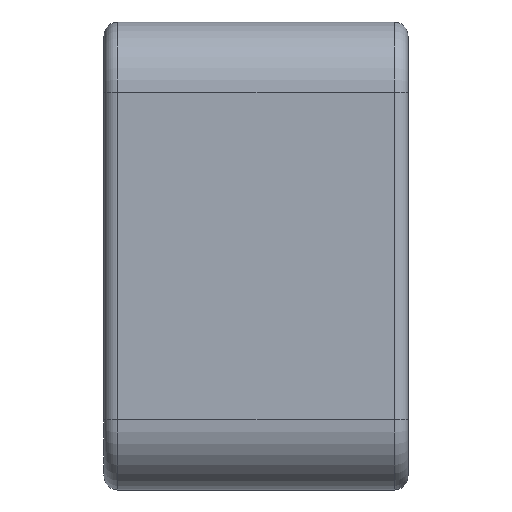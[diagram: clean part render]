
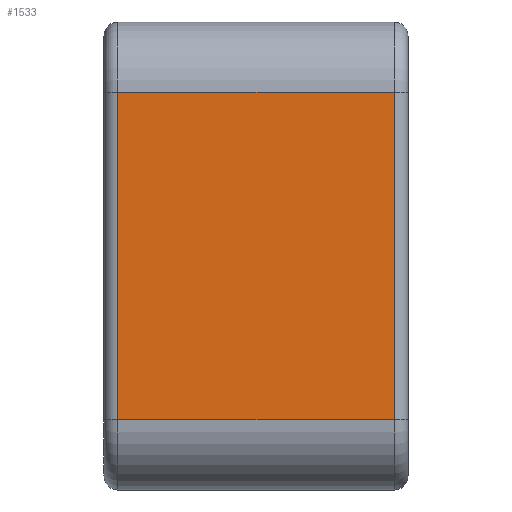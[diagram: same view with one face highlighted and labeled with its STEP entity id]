
A CAD part, left-side view. The second image highlights one B-rep face of the part: STEP entity #1533.
In plain terms, the highlighted planar face has unit normal (-1, 0, 0).
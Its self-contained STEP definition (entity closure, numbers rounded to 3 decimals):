
#44=PLANE('',#1691);
#105=LINE('',#2859,#195);
#108=LINE('',#2870,#198);
#109=LINE('',#2872,#199);
#110=LINE('',#2873,#200);
#195=VECTOR('',#2035,10.);
#198=VECTOR('',#2050,10.);
#199=VECTOR('',#2051,10.);
#200=VECTOR('',#2052,10.);
#341=FACE_OUTER_BOUND('',#440,.T.);
#440=EDGE_LOOP('',(#1224,#1225,#1226,#1227));
#718=VERTEX_POINT('',#2851);
#720=VERTEX_POINT('',#2857);
#722=VERTEX_POINT('',#2869);
#723=VERTEX_POINT('',#2871);
#900=EDGE_CURVE('',#720,#718,#105,.T.);
#906=EDGE_CURVE('',#722,#720,#108,.T.);
#907=EDGE_CURVE('',#723,#722,#109,.T.);
#908=EDGE_CURVE('',#718,#723,#110,.T.);
#1224=ORIENTED_EDGE('',*,*,#900,.F.);
#1225=ORIENTED_EDGE('',*,*,#906,.F.);
#1226=ORIENTED_EDGE('',*,*,#907,.F.);
#1227=ORIENTED_EDGE('',*,*,#908,.F.);
#1533=ADVANCED_FACE('',(#341),#44,.T.);
#1691=AXIS2_PLACEMENT_3D('',#2868,#2048,#2049);
#2035=DIRECTION('',(0.,0.,-1.));
#2048=DIRECTION('center_axis',(-1.,0.,0.));
#2049=DIRECTION('ref_axis',(0.,-1.,0.));
#2050=DIRECTION('',(0.,-1.,0.));
#2051=DIRECTION('',(0.,0.,1.));
#2052=DIRECTION('',(0.,1.,0.));
#2851=CARTESIAN_POINT('',(-30.,0.6,3.));
#2857=CARTESIAN_POINT('',(-30.,0.6,17.));
#2859=CARTESIAN_POINT('',(-30.,0.6,0.));
#2868=CARTESIAN_POINT('Origin',(-30.,13.,0.));
#2869=CARTESIAN_POINT('',(-30.,12.4,17.));
#2870=CARTESIAN_POINT('',(-30.,9.75,17.));
#2871=CARTESIAN_POINT('',(-30.,12.4,3.));
#2872=CARTESIAN_POINT('',(-30.,12.4,0.));
#2873=CARTESIAN_POINT('',(-30.,9.75,3.));
